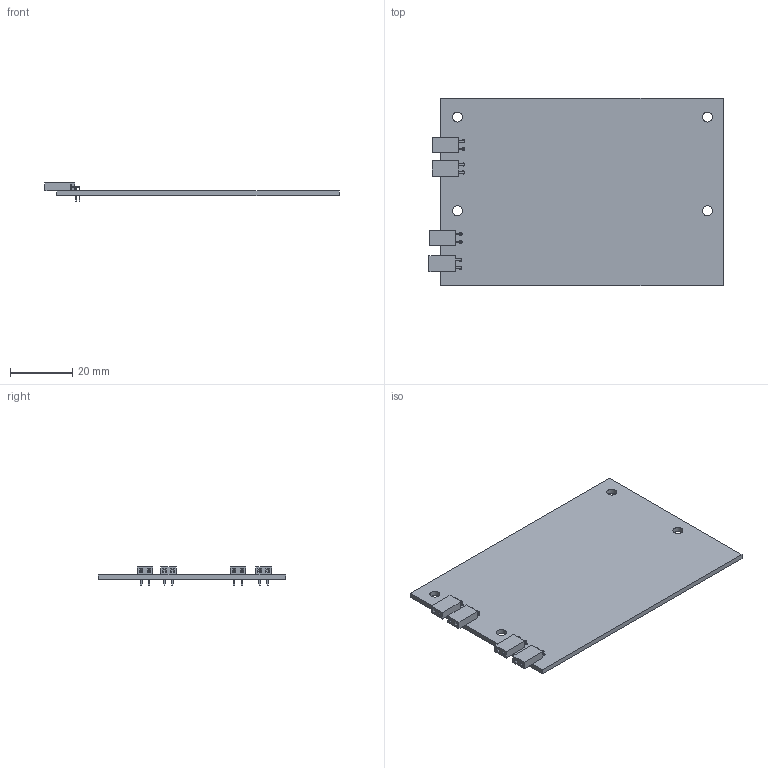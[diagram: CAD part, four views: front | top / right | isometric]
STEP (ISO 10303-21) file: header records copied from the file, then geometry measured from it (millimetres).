
FILE_DESCRIPTION(('KiCad electronic assembly'),'2;1');
FILE_NAME('green_uv_led_pcb.step','2024-11-14T11:30:05',('Pcbnew'),( 'Kicad'),'Open CASCADE STEP processor 7.8','KiCad to STEP converter' ,'Unknown');
FILE_SCHEMA(('AUTOMOTIVE_DESIGN { 1 0 10303 214 1 1 1 1 }'));
Length unit declared in the file: millimetre
Products named in the file (4): green_uv_led_pcb 1; PinSocket_1x02_P2.54mm_Horizontal; PinSocket_1x02_P254mm_Horizontal; green_uv_led_pcb_PCB
Assembly tree (6 placements, depth 3):
  green_uv_led_pcb 1
    PinSocket_1x02_P2.54mm_Horizontal  x4
      PinSocket_1x02_P254mm_Horizontal
    green_uv_led_pcb_PCB
Bounding box: 94.13 x 60 x 5.84 mm (x, y, z)
Volume: 9023.7 mm3; surface area: 12205.5 mm2
Topology: 5 solids, 5 shells, 338 faces, 880 edges, 576 vertices
Faces by surface type: plane 310, cylinder 28
Full cylindrical faces by diameter (mm): 1 x8, 3.2 x4
Entity records: 3674 total; most frequent: CARTESIAN_POINT 529, ORIENTED_EDGE 512, DIRECTION 498, EDGE_CURVE 256, LINE 224, VECTOR 224, VERTEX_POINT 168, AXIS2_PLACEMENT_3D 137
